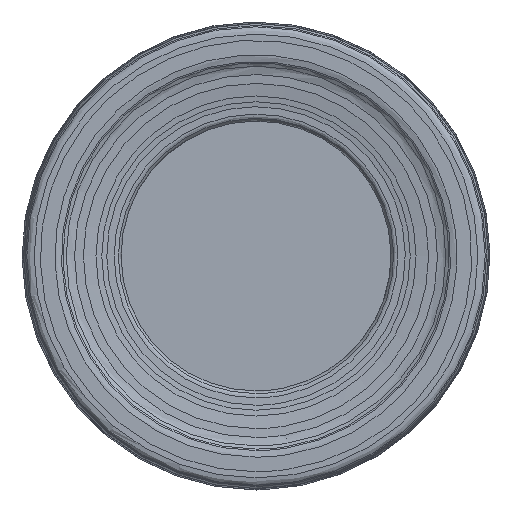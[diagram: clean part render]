
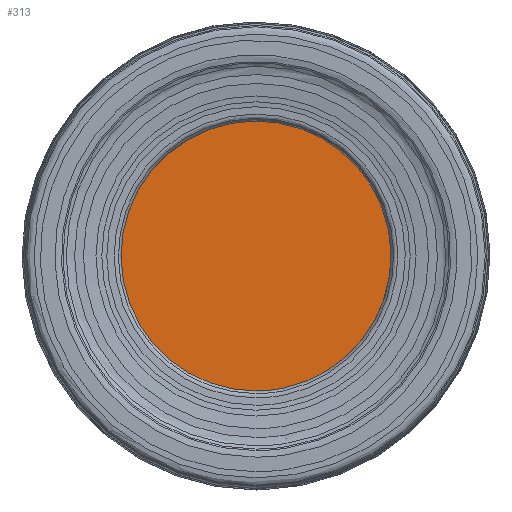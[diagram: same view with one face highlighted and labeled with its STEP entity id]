
A CAD part, left-side view. The second image highlights one B-rep face of the part: STEP entity #313.
In plain terms, the highlighted planar face has unit normal (-1, 0, 0).
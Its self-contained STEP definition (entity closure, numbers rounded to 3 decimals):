
#291=FACE_OUTER_BOUND('',#495,.T.);
#295=PLANE('',#889);
#313=ADVANCED_FACE('',(#291),#295,.F.);
#495=EDGE_LOOP('',(#607));
#607=ORIENTED_EDGE('',*,*,#765,.T.);
#709=VERTEX_POINT('',#1162);
#765=EDGE_CURVE('',#709,#709,#821,.T.);
#821=CIRCLE('',#887,9.72);
#887=AXIS2_PLACEMENT_3D('',#1161,#982,#983);
#889=AXIS2_PLACEMENT_3D('',#1164,#986,#987);
#982=DIRECTION('',(-1.,0.,0.));
#983=DIRECTION('',(0.,0.,1.));
#986=DIRECTION('',(1.,0.,0.));
#987=DIRECTION('',(0.,0.,-1.));
#1161=CARTESIAN_POINT('',(1.5,0.,0.));
#1162=CARTESIAN_POINT('',(1.5,0.,9.72));
#1164=CARTESIAN_POINT('',(1.5,0.,0.));
